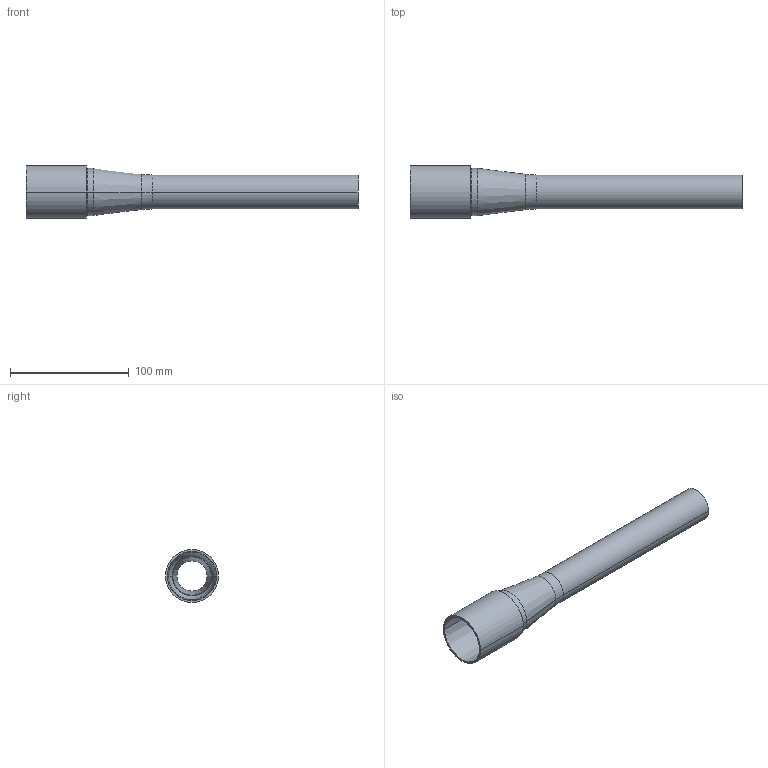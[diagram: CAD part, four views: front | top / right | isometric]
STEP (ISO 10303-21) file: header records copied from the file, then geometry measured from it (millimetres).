
FILE_DESCRIPTION (( 'STEP AP214' ), '1' );
FILE_NAME ('MS0085_2009.STEP', '2025-04-18T18:24:23', ( '' ), ( '' ), 'SwSTEP 2.0', 'SolidWorks 2023', '' );
FILE_SCHEMA (( 'AUTOMOTIVE_DESIGN' ));
Length unit declared in the file: inch
Products named in the file (1): MS0085_2009
Bounding box: 279.4 x 44.45 x 44.45 mm (x, y, z)
Volume: 52363.6 mm3; surface area: 54700.3 mm2
Topology: 1 solids, 1 shells, 27 faces, 54 edges, 30 vertices
Faces by surface type: cylinder 10, torus 8, cone 6, plane 3
Entity records: 733 total; most frequent: DIRECTION 148, CARTESIAN_POINT 112, ORIENTED_EDGE 108, AXIS2_PLACEMENT_3D 66, EDGE_CURVE 54, CIRCLE 38, VERTEX_POINT 30, EDGE_LOOP 30
